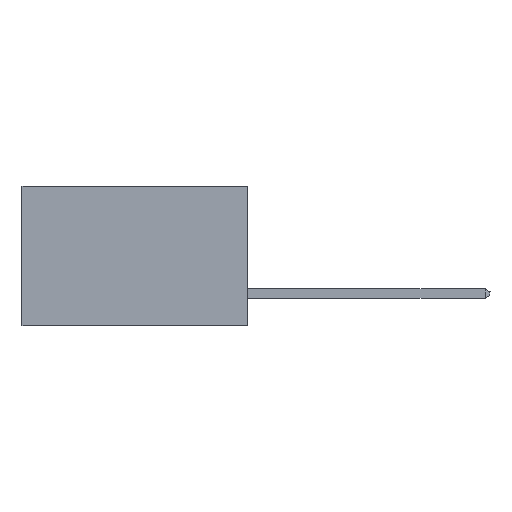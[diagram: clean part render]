
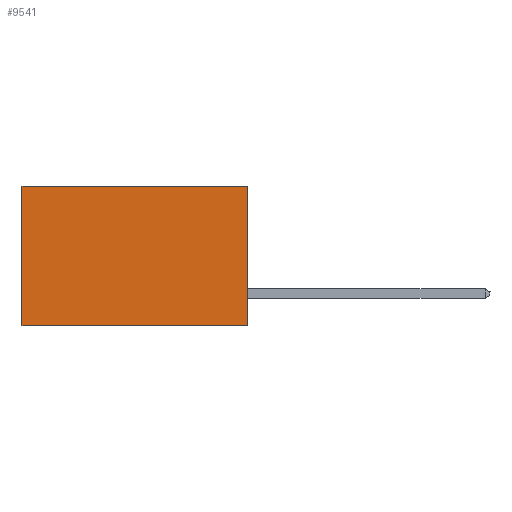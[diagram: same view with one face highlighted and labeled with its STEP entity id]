
A CAD part, left-side view. The second image highlights one B-rep face of the part: STEP entity #9541.
In plain terms, the highlighted planar face has unit normal (-1, 0, 0).
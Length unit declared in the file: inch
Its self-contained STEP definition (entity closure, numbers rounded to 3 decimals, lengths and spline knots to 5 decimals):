
#77 = CARTESIAN_POINT ( 'NONE',  ( 0.298, 0., 0. ) ) ;
#1956 = CARTESIAN_POINT ( 'NONE',  ( 0.298, 0., 0. ) ) ;
#2365 = EDGE_CURVE ( 'NONE', #16792, #6238, #6881, .T. ) ;
#3855 = LINE ( 'NONE', #6108, #15054 ) ;
#3894 = ORIENTED_EDGE ( 'NONE', *, *, #10757, .F. ) ;
#4031 = CARTESIAN_POINT ( 'NONE',  ( 0.298, 0., 0. ) ) ;
#4745 = DIRECTION ( 'NONE',  ( 0., 0., -1. ) ) ;
#5419 = CARTESIAN_POINT ( 'NONE',  ( 0.298, 0.6, -0.37 ) ) ;
#5695 = DIRECTION ( 'NONE',  ( 0., 0., -1. ) ) ;
#5756 = DIRECTION ( 'NONE',  ( 0., 1., 0. ) ) ;
#6108 = CARTESIAN_POINT ( 'NONE',  ( 0.298, 0., -0.37 ) ) ;
#6177 = CARTESIAN_POINT ( 'NONE',  ( 0.298, 0., -0.37 ) ) ;
#6238 = VERTEX_POINT ( 'NONE', #8435 ) ;
#6279 = VECTOR ( 'NONE', #8140, 39.37008 ) ;
#6836 = FACE_OUTER_BOUND ( 'NONE', #8679, .T. ) ;
#6881 = LINE ( 'NONE', #77, #6279 ) ;
#7681 = VECTOR ( 'NONE', #10064, 39.37008 ) ;
#7919 = EDGE_CURVE ( 'NONE', #6238, #9693, #8938, .T. ) ;
#8140 = DIRECTION ( 'NONE',  ( 0., 1., 0. ) ) ;
#8435 = CARTESIAN_POINT ( 'NONE',  ( 0.298, 0.6, 0. ) ) ;
#8679 = EDGE_LOOP ( 'NONE', ( #11705, #3894, #12346, #15233 ) ) ;
#8749 = CARTESIAN_POINT ( 'NONE',  ( 0.298, 0., 0. ) ) ;
#8938 = LINE ( 'NONE', #9904, #7681 ) ;
#9230 = VERTEX_POINT ( 'NONE', #6177 ) ;
#9541 = ADVANCED_FACE ( 'NONE', ( #6836 ), #10522, .F. ) ;
#9693 = VERTEX_POINT ( 'NONE', #5419 ) ;
#9904 = CARTESIAN_POINT ( 'NONE',  ( 0.298, 0.6, 0. ) ) ;
#10064 = DIRECTION ( 'NONE',  ( 0., 0., -1. ) ) ;
#10522 = PLANE ( 'NONE',  #13687 ) ;
#10757 = EDGE_CURVE ( 'NONE', #9230, #9693, #3855, .T. ) ;
#11705 = ORIENTED_EDGE ( 'NONE', *, *, #7919, .T. ) ;
#12125 = LINE ( 'NONE', #1956, #12725 ) ;
#12346 = ORIENTED_EDGE ( 'NONE', *, *, #13452, .F. ) ;
#12725 = VECTOR ( 'NONE', #4745, 39.37008 ) ;
#13441 = DIRECTION ( 'NONE',  ( 1., 0., 0. ) ) ;
#13452 = EDGE_CURVE ( 'NONE', #16792, #9230, #12125, .T. ) ;
#13687 = AXIS2_PLACEMENT_3D ( 'NONE', #4031, #13441, #5695 ) ;
#15054 = VECTOR ( 'NONE', #5756, 39.37008 ) ;
#15233 = ORIENTED_EDGE ( 'NONE', *, *, #2365, .T. ) ;
#16792 = VERTEX_POINT ( 'NONE', #8749 ) ;
